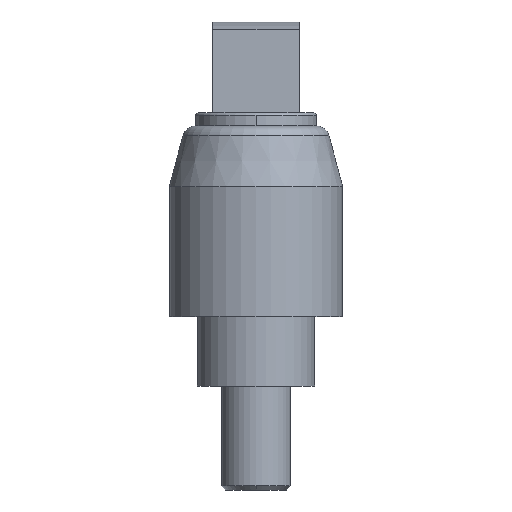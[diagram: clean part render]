
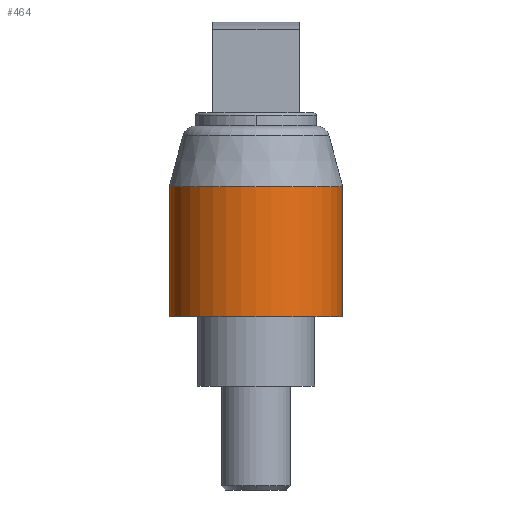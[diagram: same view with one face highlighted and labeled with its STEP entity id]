
A CAD part, left-side view. The second image highlights one B-rep face of the part: STEP entity #464.
In plain terms, the highlighted cylindrical face has radius 10 mm (diameter 20 mm), a partial arc.
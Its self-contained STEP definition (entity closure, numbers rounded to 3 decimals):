
#56 = CYLINDRICAL_SURFACE ( 'NONE', #394, 10. ) ;
#81 = DIRECTION ( 'NONE',  ( 0., 0., -1. ) ) ;
#94 = ORIENTED_EDGE ( 'NONE', *, *, #421, .F. ) ;
#154 = EDGE_CURVE ( 'NONE', #919, #308, #1096, .T. ) ;
#169 = CARTESIAN_POINT ( 'NONE',  ( 0., 0., 8. ) ) ;
#170 = EDGE_CURVE ( 'NONE', #299, #762, #172, .T. ) ;
#171 = DIRECTION ( 'NONE',  ( 0., 0., -1. ) ) ;
#172 = CIRCLE ( 'NONE', #923, 10. ) ;
#181 = DIRECTION ( 'NONE',  ( 0., -1., 0. ) ) ;
#221 = LINE ( 'NONE', #559, #689 ) ;
#238 = CARTESIAN_POINT ( 'NONE',  ( 0., 10., 23. ) ) ;
#292 = EDGE_LOOP ( 'NONE', ( #1062, #552, #604, #94 ) ) ;
#299 = VERTEX_POINT ( 'NONE', #914 ) ;
#308 = VERTEX_POINT ( 'NONE', #822 ) ;
#372 = DIRECTION ( 'NONE',  ( 0., 0., -1. ) ) ;
#394 = AXIS2_PLACEMENT_3D ( 'NONE', #531, #372, #181 ) ;
#421 = EDGE_CURVE ( 'NONE', #299, #308, #816, .T. ) ;
#464 = ADVANCED_FACE ( 'NONE', ( #584 ), #56, .T. ) ;
#531 = CARTESIAN_POINT ( 'NONE',  ( 0., 0., 32.1 ) ) ;
#547 = CARTESIAN_POINT ( 'NONE',  ( 0., -10., 32.1 ) ) ;
#552 = ORIENTED_EDGE ( 'NONE', *, *, #608, .T. ) ;
#559 = CARTESIAN_POINT ( 'NONE',  ( 0., 10., 32.1 ) ) ;
#584 = FACE_OUTER_BOUND ( 'NONE', #292, .T. ) ;
#587 = CARTESIAN_POINT ( 'NONE',  ( 0., 10., 8. ) ) ;
#604 = ORIENTED_EDGE ( 'NONE', *, *, #154, .T. ) ;
#608 = EDGE_CURVE ( 'NONE', #762, #919, #221, .T. ) ;
#689 = VECTOR ( 'NONE', #171, 1000. ) ;
#762 = VERTEX_POINT ( 'NONE', #238 ) ;
#763 = CARTESIAN_POINT ( 'NONE',  ( 0., 0., 23. ) ) ;
#769 = DIRECTION ( 'NONE',  ( 0., 0., 1. ) ) ;
#816 = LINE ( 'NONE', #547, #890 ) ;
#822 = CARTESIAN_POINT ( 'NONE',  ( 0., -10., 8. ) ) ;
#829 = AXIS2_PLACEMENT_3D ( 'NONE', #169, #769, #1018 ) ;
#858 = DIRECTION ( 'NONE',  ( 0.866, -0.5, 0. ) ) ;
#890 = VECTOR ( 'NONE', #961, 1000. ) ;
#914 = CARTESIAN_POINT ( 'NONE',  ( 0., -10., 23. ) ) ;
#919 = VERTEX_POINT ( 'NONE', #587 ) ;
#923 = AXIS2_PLACEMENT_3D ( 'NONE', #763, #81, #858 ) ;
#961 = DIRECTION ( 'NONE',  ( 0., 0., -1. ) ) ;
#1018 = DIRECTION ( 'NONE',  ( 0., 1., 0. ) ) ;
#1062 = ORIENTED_EDGE ( 'NONE', *, *, #170, .T. ) ;
#1096 = CIRCLE ( 'NONE', #829, 10. ) ;
